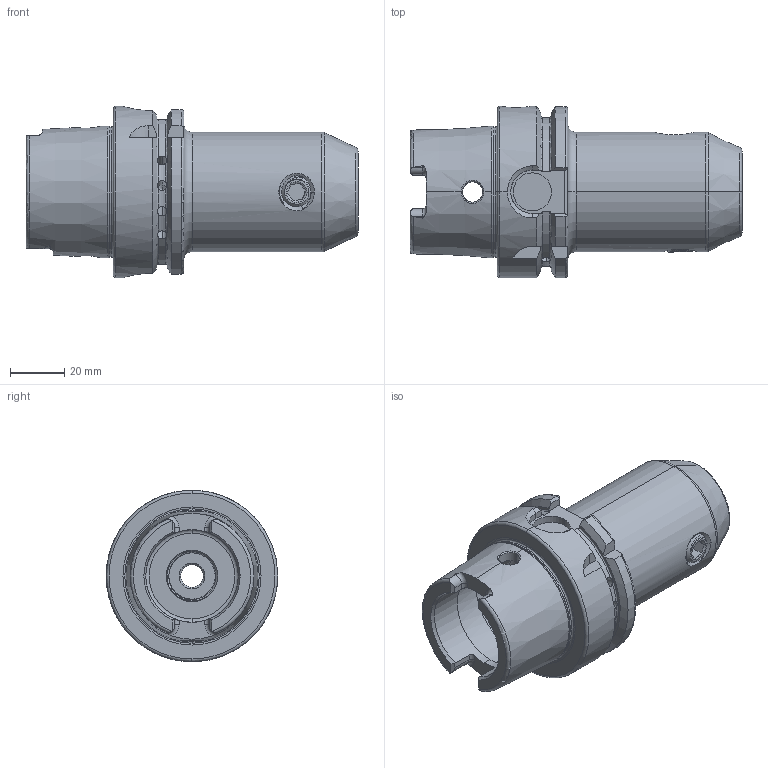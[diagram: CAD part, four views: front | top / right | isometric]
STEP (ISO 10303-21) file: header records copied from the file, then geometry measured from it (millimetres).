
FILE_DESCRIPTION (( 'STEP AP203' ), '1' );
FILE_NAME ('A63.05.14.STEP', '2016-09-05T06:17:58', ( '' ), ( '' ), 'SwSTEP 2.0', 'SolidWorks 2012', '' );
FILE_SCHEMA (( 'CONFIG_CONTROL_DESIGN' ));
Products named in the file (3): A63.05.14; 側固12_M12x1.75_16L
Assembly tree (2 placements, depth 2):
  A63.05.14
    A63.05.14
    側固12_M12x1.75_16L
Bounding box: 122 x 63 x 63 mm (x, y, z)
Volume: 163292.4 mm3; surface area: 36386.9 mm2
Topology: 2 solids, 2 shells, 316 faces, 853 edges, 541 vertices
Faces by surface type: cylinder 133, plane 70, cone 43, torus 35, bspline 33, sphere 2
Entity records: 34788 total; most frequent: CARTESIAN_POINT 27471, ORIENTED_EDGE 1682, DIRECTION 1230, EDGE_CURVE 841, VERTEX_POINT 541, AXIS2_PLACEMENT_3D 484, EDGE_LOOP 336, FACE_OUTER_BOUND 316
